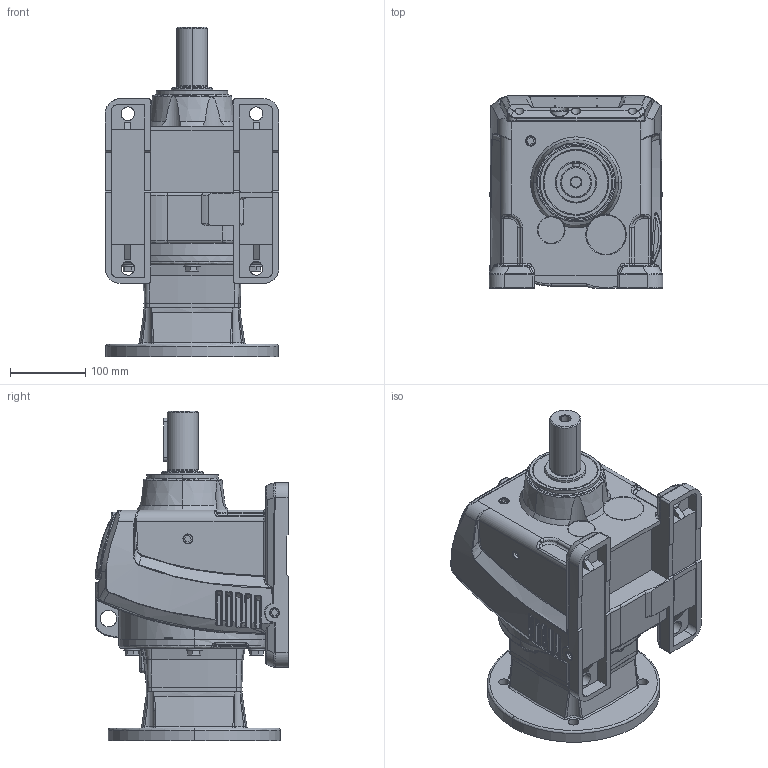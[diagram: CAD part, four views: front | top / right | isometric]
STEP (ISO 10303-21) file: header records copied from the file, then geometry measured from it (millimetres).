
FILE_DESCRIPTION (( 'STEP AP203' ), '1' );
FILE_NAME ('HGR-77-005-D.STEP', '2016-02-08T16:36:32', ( '' ), ( '' ), 'SwSTEP 2.0', 'SolidWorks 2015', '' );
FILE_SCHEMA (( 'CONFIG_CONTROL_DESIGN' ));
Products named in the file (1): HGR-77-005-D
Bounding box: 230 x 255 x 437.5 mm (x, y, z)
Volume: 10237252.5 mm3; surface area: 731656.6 mm2
Topology: 30 solids, 30 shells, 1264 faces, 3144 edges, 1925 vertices
Faces by surface type: bspline 472, plane 392, cylinder 307, cone 93
Entity records: 75835 total; most frequent: CARTESIAN_POINT 49715, ORIENTED_EDGE 6190, DIRECTION 4246, EDGE_CURVE 3095, VERTEX_POINT 1925, AXIS2_PLACEMENT_3D 1564, EDGE_LOOP 1334, ADVANCED_FACE 1264
